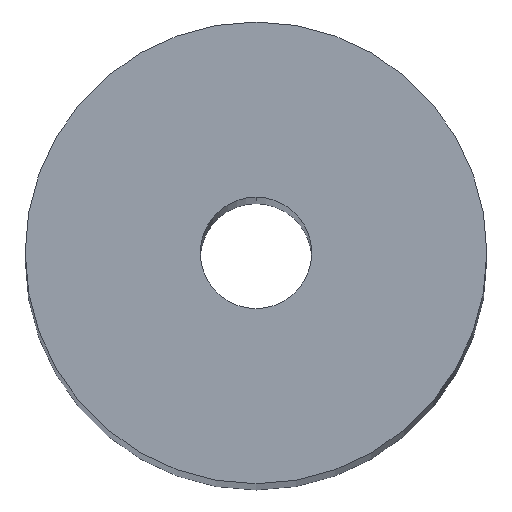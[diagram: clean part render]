
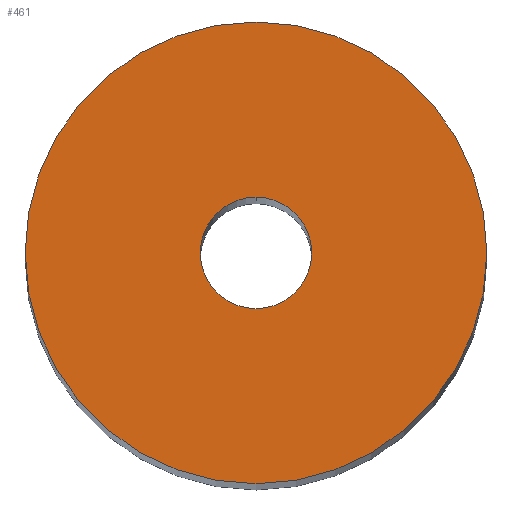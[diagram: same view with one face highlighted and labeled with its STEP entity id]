
A CAD part, top view. The second image highlights one B-rep face of the part: STEP entity #461.
In plain terms, the highlighted planar face has unit normal (0, 0, 1).
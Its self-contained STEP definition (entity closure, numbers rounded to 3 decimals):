
#461=ADVANCED_FACE('NONE',(#1223,#1224),#1225,.T.);
#587=EDGE_CURVE('NONE',#1101,#811,#1362,.T.);
#639=EDGE_CURVE('NONE',#691,#1051,#1418,.T.);
#691=VERTEX_POINT('NONE',#1477);
#811=VERTEX_POINT('NONE',#1615);
#1049=EDGE_CURVE('NONE',#1051,#691,#1879,.T.);
#1051=VERTEX_POINT('NONE',#1881);
#1093=EDGE_CURVE('NONE',#811,#1101,#1928,.T.);
#1101=VERTEX_POINT('NONE',#1937);
#1223=FACE_OUTER_BOUND('',#2079,.T.);
#1224=FACE_BOUND('',#2080,.T.);
#1225=PLANE('',#2081);
#1362=CIRCLE('',#2348,3.5);
#1418=CIRCLE('',#2435,14.5);
#1477=CARTESIAN_POINT('',(0.,14.5,255.0));
#1615=CARTESIAN_POINT('',(0.,-3.5,255.0));
#1879=CIRCLE('',#3133,14.5);
#1881=CARTESIAN_POINT('',(0.,-14.5,255.0));
#1928=CIRCLE('',#3197,3.5);
#1937=CARTESIAN_POINT('',(0.,3.5,255.0));
#2079=EDGE_LOOP('',(#3355,#3356));
#2080=EDGE_LOOP('',(#3357,#3358));
#2081=AXIS2_PLACEMENT_3D('',#3359,#3360,#3361);
#2348=AXIS2_PLACEMENT_3D('',#3504,#3505,#3506);
#2435=AXIS2_PLACEMENT_3D('',#3562,#3563,#3564);
#3133=AXIS2_PLACEMENT_3D('',#4145,#4146,#4147);
#3197=AXIS2_PLACEMENT_3D('',#4202,#4203,#4204);
#3355=ORIENTED_EDGE('',*,*,#639,.F.);
#3356=ORIENTED_EDGE('',*,*,#1049,.F.);
#3357=ORIENTED_EDGE('',*,*,#1093,.F.);
#3358=ORIENTED_EDGE('',*,*,#587,.F.);
#3359=CARTESIAN_POINT('',(0.,14.5,255.0));
#3360=DIRECTION('',(0.,0.,1.0));
#3361=DIRECTION('',(0.,1.0,0.));
#3504=CARTESIAN_POINT('',(0.,0.,255.0));
#3505=DIRECTION('',(0.0,0.0,1.0));
#3506=DIRECTION('',(0.,-1.0,-0.0));
#3562=CARTESIAN_POINT('',(0.,0.,255.0));
#3563=DIRECTION('',(0.0,0.0,-1.0));
#3564=DIRECTION('',(0.,1.0,0.0));
#4145=CARTESIAN_POINT('',(0.,0.,255.0));
#4146=DIRECTION('',(0.0,0.0,-1.0));
#4147=DIRECTION('',(0.,1.0,0.0));
#4202=CARTESIAN_POINT('',(0.,0.,255.0));
#4203=DIRECTION('',(0.0,0.0,1.0));
#4204=DIRECTION('',(0.,-1.0,-0.0));
